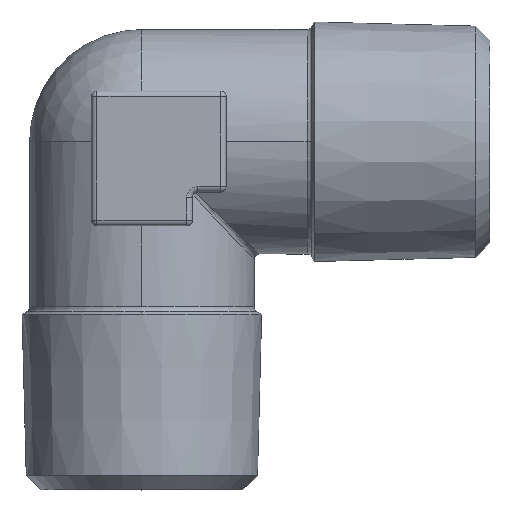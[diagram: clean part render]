
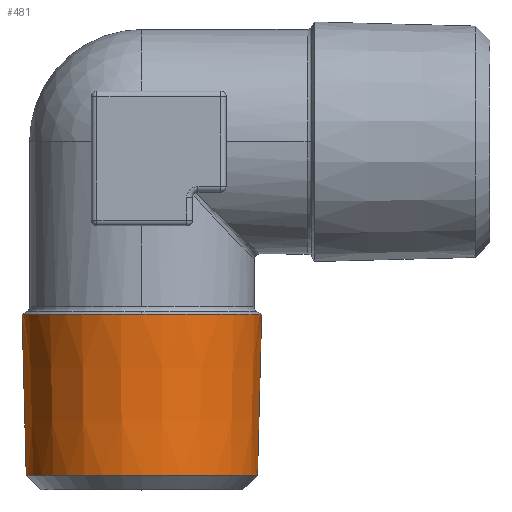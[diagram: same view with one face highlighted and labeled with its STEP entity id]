
A CAD part, top view. The second image highlights one B-rep face of the part: STEP entity #481.
In plain terms, the highlighted conical face has half-angle 1.47 degrees and reference radius 10.678 mm.
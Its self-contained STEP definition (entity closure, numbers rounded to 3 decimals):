
#453 = VERTEX_POINT ( 'NONE', #1912 ) ;
#454 = ORIENTED_EDGE ( 'NONE', *, *, #455, .F. ) ;
#455 = EDGE_CURVE ( 'NONE', #456, #453, #1911, .T. ) ;
#456 = VERTEX_POINT ( 'NONE', #1906 ) ;
#457 = ORIENTED_EDGE ( 'NONE', *, *, #458, .F. ) ;
#458 = EDGE_CURVE ( 'NONE', #459, #456, #1905, .T. ) ;
#459 = VERTEX_POINT ( 'NONE', #1900 ) ;
#460 = ORIENTED_EDGE ( 'NONE', *, *, #461, .F. ) ;
#461 = EDGE_CURVE ( 'NONE', #478, #459, #1899, .T. ) ;
#475 = VERTEX_POINT ( 'NONE', #1989 ) ;
#477 = EDGE_CURVE ( 'NONE', #475, #478, #1988, .T. ) ;
#478 = VERTEX_POINT ( 'NONE', #1983 ) ;
#481 = ADVANCED_FACE ( 'NONE', ( #1976 ), #1978, .T. ) ;
#482 = EDGE_LOOP ( 'NONE', ( #483, #484, #454, #457, #460 ) ) ;
#483 = ORIENTED_EDGE ( 'NONE', *, *, #477, .F. ) ;
#484 = ORIENTED_EDGE ( 'NONE', *, *, #485, .T. ) ;
#485 = EDGE_CURVE ( 'NONE', #475, #453, #1847, .T. ) ;
#1844 = DIRECTION ( 'NONE',  ( 0.026, 1., 0. ) ) ;
#1845 = VECTOR ( 'NONE', #1844, 1000. ) ;
#1846 = CARTESIAN_POINT ( 'NONE',  ( 10.678, -15., 0. ) ) ;
#1847 = LINE ( 'NONE', #1846, #1845 ) ;
#1848 = DIRECTION ( 'NONE',  ( -1., 0., 0. ) ) ;
#1849 = DIRECTION ( 'NONE',  ( 0., 1., 0. ) ) ;
#1896 = DIRECTION ( 'NONE',  ( -0.026, 1., 0. ) ) ;
#1897 = VECTOR ( 'NONE', #1896, 1000. ) ;
#1898 = CARTESIAN_POINT ( 'NONE',  ( -10.678, -15., 0. ) ) ;
#1899 = LINE ( 'NONE', #1898, #1897 ) ;
#1900 = CARTESIAN_POINT ( 'NONE',  ( -10.668, -15.386, 0. ) ) ;
#1901 = DIRECTION ( 'NONE',  ( -1., 0., 0. ) ) ;
#1902 = DIRECTION ( 'NONE',  ( 0., 1., 0. ) ) ;
#1903 = CARTESIAN_POINT ( 'NONE',  ( 0., -15.386, 0. ) ) ;
#1904 = AXIS2_PLACEMENT_3D ( 'NONE', #1903, #1902, #1901 ) ;
#1905 = CIRCLE ( 'NONE', #1904, 10.668 ) ;
#1906 = CARTESIAN_POINT ( 'NONE',  ( 0., -15.386, 10.668 ) ) ;
#1907 = DIRECTION ( 'NONE',  ( -1., 0., 0. ) ) ;
#1908 = DIRECTION ( 'NONE',  ( 0., 1., 0. ) ) ;
#1909 = CARTESIAN_POINT ( 'NONE',  ( 0., -15.386, 0. ) ) ;
#1910 = AXIS2_PLACEMENT_3D ( 'NONE', #1909, #1908, #1907 ) ;
#1911 = CIRCLE ( 'NONE', #1910, 10.668 ) ;
#1912 = CARTESIAN_POINT ( 'NONE',  ( 10.668, -15.386, 0. ) ) ;
#1975 = AXIS2_PLACEMENT_3D ( 'NONE', #1977, #1849, #1848 ) ;
#1976 = FACE_OUTER_BOUND ( 'NONE', #482, .T. ) ;
#1977 = CARTESIAN_POINT ( 'NONE',  ( 0., -15., 0. ) ) ;
#1978 = CONICAL_SURFACE ( 'NONE', #1975, 10.678, 0.026 ) ;
#1983 = CARTESIAN_POINT ( 'NONE',  ( -10.3, -29.7, 0. ) ) ;
#1984 = DIRECTION ( 'NONE',  ( 1., 0., 0. ) ) ;
#1985 = DIRECTION ( 'NONE',  ( 0., -1., 0. ) ) ;
#1986 = CARTESIAN_POINT ( 'NONE',  ( 0., -29.7, 0. ) ) ;
#1987 = AXIS2_PLACEMENT_3D ( 'NONE', #1986, #1985, #1984 ) ;
#1988 = CIRCLE ( 'NONE', #1987, 10.3 ) ;
#1989 = CARTESIAN_POINT ( 'NONE',  ( 10.3, -29.7, 0. ) ) ;
